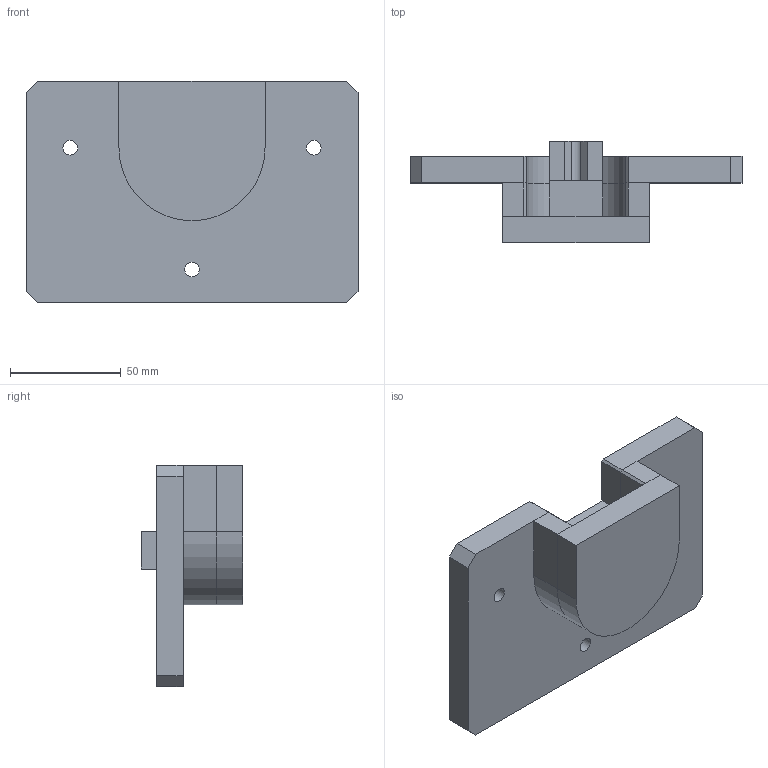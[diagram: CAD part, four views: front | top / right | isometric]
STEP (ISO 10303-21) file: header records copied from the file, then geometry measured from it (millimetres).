
FILE_DESCRIPTION (( 'STEP AP214' ), '1' );
FILE_NAME ('12121141_defeature.STEP', '2021-04-09T09:47:29', ( '' ), ( '' ), 'SwSTEP 2.0', 'SolidWorks 2020', '' );
FILE_SCHEMA (( 'AUTOMOTIVE_DESIGN' ));
Length unit declared in the file: millimetre
Products named in the file (1): 12121141_defeature
Bounding box: 150 x 46 x 100 mm (x, y, z)
Volume: 239039 mm3; surface area: 48466.7 mm2
Topology: 1 solids, 1 shells, 52 faces, 124 edges, 78 vertices
Faces by surface type: plane 41, cylinder 11
Full cylindrical faces by diameter (mm): 6.6 x3, 11 x3
Entity records: 2064 total; most frequent: CARTESIAN_POINT 249, DIRECTION 244, ORIENTED_EDGE 236, EDGE_CURVE 118, VECTOR 98, LINE 98, VERTEX_POINT 78, AXIS2_PLACEMENT_3D 73
